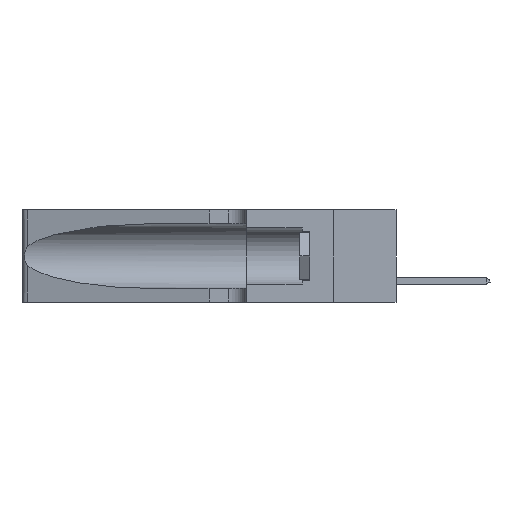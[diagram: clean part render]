
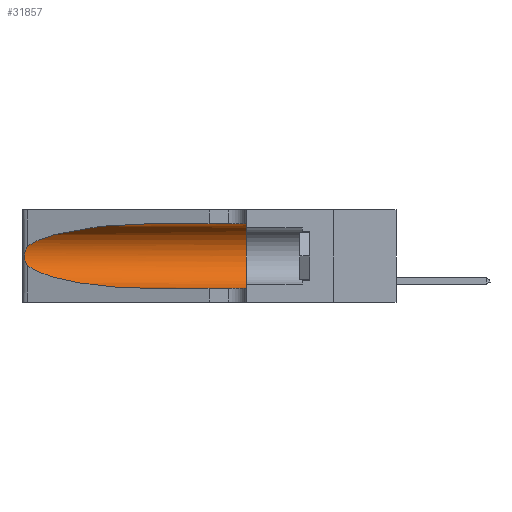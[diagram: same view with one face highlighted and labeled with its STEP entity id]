
A CAD part, left-side view. The second image highlights one B-rep face of the part: STEP entity #31857.
In plain terms, the highlighted cylindrical face has radius 3.308 mm (diameter 6.617 mm), a partial arc.
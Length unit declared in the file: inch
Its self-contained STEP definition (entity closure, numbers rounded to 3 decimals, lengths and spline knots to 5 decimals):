
#418 = ORIENTED_EDGE ( 'NONE', *, *, #21905, .T. ) ;
#1179 = CARTESIAN_POINT ( 'NONE',  ( 0.25854, 1.2359, 0.20912 ) ) ;
#1289 = LINE ( 'NONE', #46559, #43763 ) ;
#1462 = AXIS2_PLACEMENT_3D ( 'NONE', #32246, #17757, #3132 ) ;
#3132 = DIRECTION ( 'NONE',  ( 0., 0., 1. ) ) ;
#3241 = DIRECTION ( 'NONE',  ( 0., -1., 0. ) ) ;
#3606 = B_SPLINE_CURVE_WITH_KNOTS ( 'NONE', 3,
 ( #15719, #15870, #37896, #12337, #1179, #4444, #8327, #26884, #33894, #19397, #26732, #12172, #37296, #5061 ),
 .UNSPECIFIED., .F., .F.,
 ( 4, 2, 2, 2, 2, 2, 4 ),
 ( 0., 0.00027, 0.00053, 0.00107, 0.0016, 0.00187, 0.00214 ),
 .UNSPECIFIED. ) ;
#4444 = CARTESIAN_POINT ( 'NONE',  ( 0.26018, 1.23835, 0.19895 ) ) ;
#4523 = EDGE_CURVE ( 'NONE', #13859, #32561, #1289, .T. ) ;
#5061 = CARTESIAN_POINT ( 'NONE',  ( 0.25487, 1.22718, 0.14631 ) ) ;
#5580 = CARTESIAN_POINT ( 'NONE',  ( 0.1305, 0.72297, 0.05475 ) ) ;
#6251 = CARTESIAN_POINT ( 'NONE',  ( 0.1305, 0.72297, 0.31525 ) ) ;
#7206 = DIRECTION ( 'NONE',  ( 0., 0., -1. ) ) ;
#7571 = ORIENTED_EDGE ( 'NONE', *, *, #4523, .F. ) ;
#8264 = LINE ( 'NONE', #40967, #22612 ) ;
#8327 = CARTESIAN_POINT ( 'NONE',  ( 0.26075, 1.23896, 0.19203 ) ) ;
#8786 = FACE_OUTER_BOUND ( 'NONE', #46645, .T. ) ;
#9466 = CARTESIAN_POINT ( 'NONE',  ( 0.25487, 1.22718, 0.14631 ) ) ;
#10131 = CARTESIAN_POINT ( 'NONE',  ( 0.2373, 1.15595, 0.28018 ) ) ;
#11554 = AXIS2_PLACEMENT_3D ( 'NONE', #36622, #43456, #7206 ) ;
#11852 = CARTESIAN_POINT ( 'NONE',  ( 0.1305, 0.35, 0.31525 ) ) ;
#12172 = CARTESIAN_POINT ( 'NONE',  ( 0.25639, 1.23186, 0.15144 ) ) ;
#12337 = CARTESIAN_POINT ( 'NONE',  ( 0.25787, 1.23484, 0.2124 ) ) ;
#13384 = VERTEX_POINT ( 'NONE', #14971 ) ;
#13859 = VERTEX_POINT ( 'NONE', #14890 ) ;
#14890 = CARTESIAN_POINT ( 'NONE',  ( 0.1305, 0.72297, 0.31525 ) ) ;
#14971 = CARTESIAN_POINT ( 'NONE',  ( 0.25487, 1.22718, 0.22369 ) ) ;
#15714 = ORIENTED_EDGE ( 'NONE', *, *, #32381, .T. ) ;
#15719 = CARTESIAN_POINT ( 'NONE',  ( 0.25487, 1.22718, 0.22369 ) ) ;
#15870 = CARTESIAN_POINT ( 'NONE',  ( 0.25555, 1.22994, 0.2215 ) ) ;
#17377 = CARTESIAN_POINT ( 'NONE',  ( 0.18966, 0.96281, 0.31525 ) ) ;
#17757 = DIRECTION ( 'NONE',  ( 0., 1., 0. ) ) ;
#18995 = CARTESIAN_POINT ( 'NONE',  ( 0.1305, 0.72297, 0.05475 ) ) ;
#19397 = CARTESIAN_POINT ( 'NONE',  ( 0.25856, 1.23593, 0.16098 ) ) ;
#20411 = CIRCLE ( 'NONE', #1462, 0.13025 ) ;
#21905 = EDGE_CURVE ( 'NONE', #37551, #23382, #8264, .T. ) ;
#21942 = ORIENTED_EDGE ( 'NONE', *, *, #45093, .T. ) ;
#22560 = ORIENTED_EDGE ( 'NONE', *, *, #38279, .F. ) ;
#22612 = VECTOR ( 'NONE', #30087, 39.37008 ) ;
#23382 = VERTEX_POINT ( 'NONE', #44104 ) ;
#24805 =( BOUNDED_CURVE ( )  B_SPLINE_CURVE ( 3, ( #9466, #38383, #35211, #5580 ),
 .UNSPECIFIED., .F., .F. ) 
 B_SPLINE_CURVE_WITH_KNOTS ( ( 4, 4 ),
 ( 3.44316, 4.71239 ),
 .UNSPECIFIED. ) 
 CURVE ( )  GEOMETRIC_REPRESENTATION_ITEM ( )  RATIONAL_B_SPLINE_CURVE ( ( 1., 0.87, 0.87, 1. ) ) 
 REPRESENTATION_ITEM ( '' )  );
#25311 = EDGE_CURVE ( 'NONE', #13859, #13384, #41693, .T. ) ;
#26732 = CARTESIAN_POINT ( 'NONE',  ( 0.25789, 1.23486, 0.15765 ) ) ;
#26884 = CARTESIAN_POINT ( 'NONE',  ( 0.26075, 1.23896, 0.178 ) ) ;
#30087 = DIRECTION ( 'NONE',  ( 0., -1., 0. ) ) ;
#31077 = VERTEX_POINT ( 'NONE', #36217 ) ;
#31857 = ADVANCED_FACE ( 'NONE', ( #8786 ), #35715, .F. ) ;
#32246 = CARTESIAN_POINT ( 'NONE',  ( 0.1305, 0.35, 0.185 ) ) ;
#32381 = EDGE_CURVE ( 'NONE', #13384, #31077, #3606, .T. ) ;
#32561 = VERTEX_POINT ( 'NONE', #11852 ) ;
#33894 = CARTESIAN_POINT ( 'NONE',  ( 0.26017, 1.23833, 0.17102 ) ) ;
#35211 = CARTESIAN_POINT ( 'NONE',  ( 0.18966, 0.96281, 0.05475 ) ) ;
#35715 = CYLINDRICAL_SURFACE ( 'NONE', #11554, 0.13025 ) ;
#36217 = CARTESIAN_POINT ( 'NONE',  ( 0.25487, 1.22718, 0.14631 ) ) ;
#36622 = CARTESIAN_POINT ( 'NONE',  ( 0.1305, 1.61858, 0.185 ) ) ;
#37296 = CARTESIAN_POINT ( 'NONE',  ( 0.25555, 1.22993, 0.14849 ) ) ;
#37340 = ORIENTED_EDGE ( 'NONE', *, *, #25311, .T. ) ;
#37551 = VERTEX_POINT ( 'NONE', #18995 ) ;
#37896 = CARTESIAN_POINT ( 'NONE',  ( 0.25639, 1.23184, 0.21858 ) ) ;
#38279 = EDGE_CURVE ( 'NONE', #32561, #23382, #20411, .T. ) ;
#38383 = CARTESIAN_POINT ( 'NONE',  ( 0.2373, 1.15595, 0.08982 ) ) ;
#38899 = CARTESIAN_POINT ( 'NONE',  ( 0.25487, 1.22718, 0.22369 ) ) ;
#40967 = CARTESIAN_POINT ( 'NONE',  ( 0.1305, 1.61858, 0.05475 ) ) ;
#41693 =( BOUNDED_CURVE ( )  B_SPLINE_CURVE ( 3, ( #6251, #17377, #10131, #38899 ),
 .UNSPECIFIED., .F., .F. ) 
 B_SPLINE_CURVE_WITH_KNOTS ( ( 4, 4 ),
 ( 1.5708, 2.84003 ),
 .UNSPECIFIED. ) 
 CURVE ( )  GEOMETRIC_REPRESENTATION_ITEM ( )  RATIONAL_B_SPLINE_CURVE ( ( 1., 0.87, 0.87, 1. ) ) 
 REPRESENTATION_ITEM ( '' )  );
#43456 = DIRECTION ( 'NONE',  ( 0., -1., 0. ) ) ;
#43763 = VECTOR ( 'NONE', #3241, 39.37008 ) ;
#44104 = CARTESIAN_POINT ( 'NONE',  ( 0.1305, 0.35, 0.05475 ) ) ;
#45093 = EDGE_CURVE ( 'NONE', #31077, #37551, #24805, .T. ) ;
#46559 = CARTESIAN_POINT ( 'NONE',  ( 0.1305, 1.61858, 0.31525 ) ) ;
#46645 = EDGE_LOOP ( 'NONE', ( #37340, #15714, #21942, #418, #22560, #7571 ) ) ;
